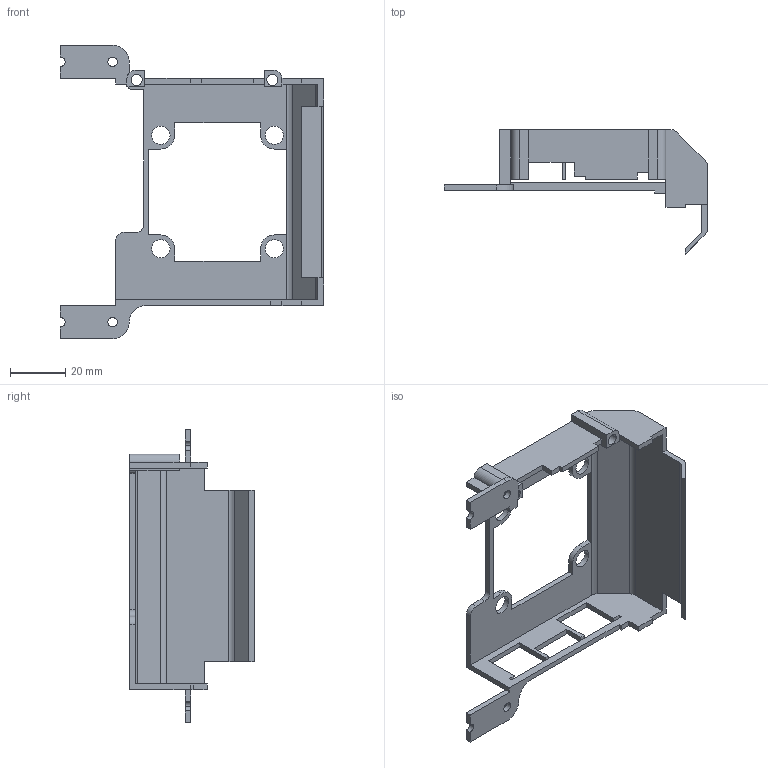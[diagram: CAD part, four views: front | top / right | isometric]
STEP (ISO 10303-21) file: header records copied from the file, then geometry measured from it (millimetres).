
FILE_DESCRIPTION (( 'STEP AP214' ), '1' );
FILE_NAME ('綴蚾樅.STEP', '2022-08-28T13:26:31', ( '' ), ( '' ), 'SwSTEP 2.0', 'SolidWorks 2021', '' );
FILE_SCHEMA (( 'AUTOMOTIVE_DESIGN' ));
Length unit declared in the file: millimetre
Products named in the file (1): 綴蚾樅
Bounding box: 95 x 45 x 106 mm (x, y, z)
Volume: 16595.3 mm3; surface area: 20051.6 mm2
Topology: 1 solids, 1 shells, 132 faces, 385 edges, 253 vertices
Faces by surface type: plane 93, cylinder 39
Entity records: 4413 total; most frequent: CARTESIAN_POINT 771, ORIENTED_EDGE 770, DIRECTION 729, EDGE_CURVE 385, VECTOR 307, LINE 307, VERTEX_POINT 253, AXIS2_PLACEMENT_3D 211
